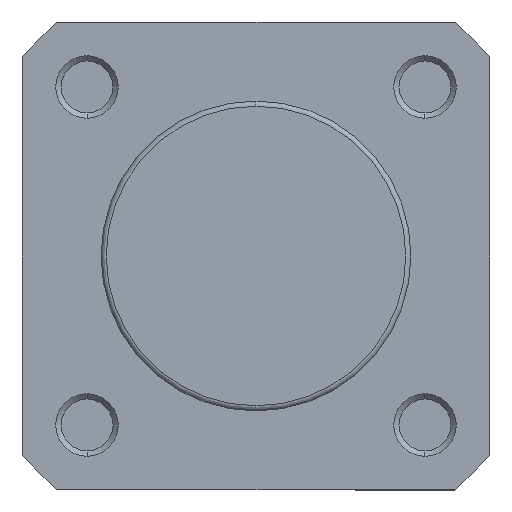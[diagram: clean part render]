
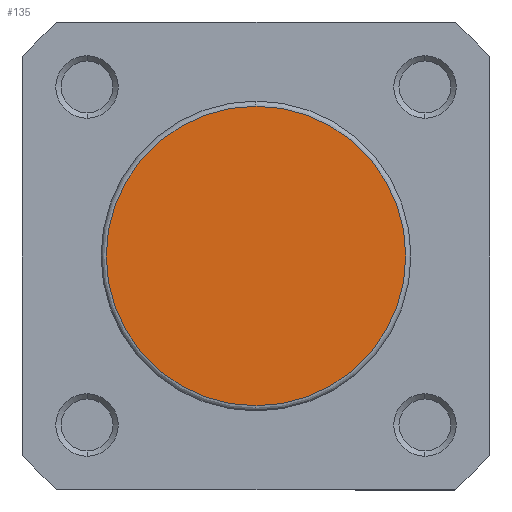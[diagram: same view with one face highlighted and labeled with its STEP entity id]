
A CAD part, left-side view. The second image highlights one B-rep face of the part: STEP entity #135.
In plain terms, the highlighted planar face has unit normal (-1, 0, 0).
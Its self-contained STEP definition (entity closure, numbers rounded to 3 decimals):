
#135 = ADVANCED_FACE ( 'NONE', ( #4685 ), #1828, .T. ) ;
#319 = EDGE_LOOP ( 'NONE', ( #990, #989 ) ) ;
#989 = ORIENTED_EDGE ( 'NONE', *, *, #4493, .T. ) ;
#990 = ORIENTED_EDGE ( 'NONE', *, *, #4437, .T. ) ;
#1502 = AXIS2_PLACEMENT_3D ( 'NONE', #1827, #1829, #1830 ) ;
#1827 = CARTESIAN_POINT ( 'NONE',  ( 0., -14.9, 0. ) ) ;
#1828 = PLANE ( 'NONE',  #1502 ) ;
#1829 = DIRECTION ( 'NONE',  ( -1., 0., 0. ) ) ;
#1830 = DIRECTION ( 'NONE',  ( 0., 0., 1. ) ) ;
#2214 = CARTESIAN_POINT ( 'NONE',  ( 0., 0., -14.4 ) ) ;
#2216 = CARTESIAN_POINT ( 'NONE',  ( 0., 0., 14.4 ) ) ;
#3125 = CARTESIAN_POINT ( 'NONE',  ( 0., 0., 0. ) ) ;
#3126 = DIRECTION ( 'NONE',  ( -1., 0., 0. ) ) ;
#3127 = DIRECTION ( 'NONE',  ( 0., 0., 1. ) ) ;
#3255 = CARTESIAN_POINT ( 'NONE',  ( 0., 0., 0. ) ) ;
#3262 = DIRECTION ( 'NONE',  ( -1., 0., 0. ) ) ;
#3263 = DIRECTION ( 'NONE',  ( 0., 0., 1. ) ) ;
#4068 = VERTEX_POINT ( 'NONE', #2214 ) ;
#4070 = VERTEX_POINT ( 'NONE', #2216 ) ;
#4437 = EDGE_CURVE ( 'NONE', #4070, #4068, #5242, .T. ) ;
#4493 = EDGE_CURVE ( 'NONE', #4068, #4070, #5328, .T. ) ;
#4685 = FACE_OUTER_BOUND ( 'NONE', #319, .T. ) ;
#5242 = CIRCLE ( 'NONE', #5498, 14.4 ) ;
#5328 = CIRCLE ( 'NONE', #5521, 14.4 ) ;
#5498 = AXIS2_PLACEMENT_3D ( 'NONE', #3125, #3126, #3127 ) ;
#5521 = AXIS2_PLACEMENT_3D ( 'NONE', #3255, #3262, #3263 ) ;
